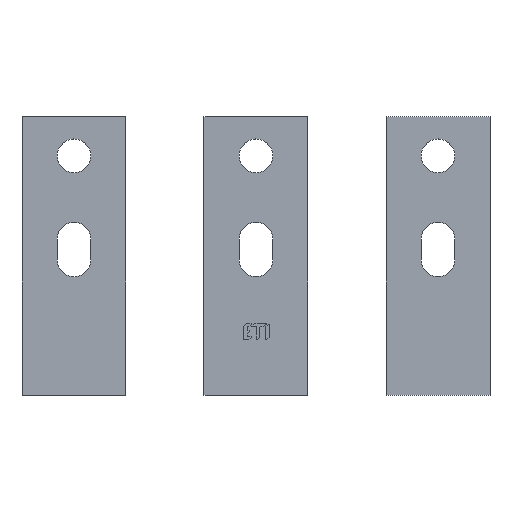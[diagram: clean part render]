
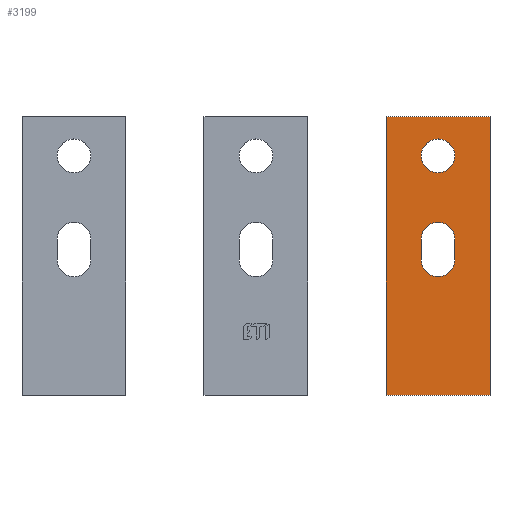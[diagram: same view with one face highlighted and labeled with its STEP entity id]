
A CAD part, top view. The second image highlights one B-rep face of the part: STEP entity #3199.
In plain terms, the highlighted planar face has unit normal (0, 0, 1).
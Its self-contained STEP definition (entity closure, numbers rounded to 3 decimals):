
#2825=DIRECTION('',(0.,1.,0.));
#2826=VECTOR('',#2825,107.);
#2827=CARTESIAN_POINT('',(269.878,4.833,8.));
#2828=LINE('',#2827,#2826);
#2846=DIRECTION('',(1.,0.,0.));
#2847=VECTOR('',#2846,40.);
#2848=CARTESIAN_POINT('',(269.878,111.833,8.));
#2849=LINE('',#2848,#2847);
#2867=DIRECTION('',(0.,-1.,0.));
#2868=VECTOR('',#2867,107.);
#2869=CARTESIAN_POINT('',(309.878,111.833,8.));
#2870=LINE('',#2869,#2868);
#2888=DIRECTION('',(-1.,0.,0.));
#2889=VECTOR('',#2888,40.);
#2890=CARTESIAN_POINT('',(309.878,4.833,8.));
#2891=LINE('',#2890,#2889);
#2895=CARTESIAN_POINT('',(289.878,56.833,8.));
#2896=DIRECTION('',(0.,0.,-1.));
#2897=DIRECTION('',(1.,0.,0.));
#2898=AXIS2_PLACEMENT_3D('',#2895,#2896,#2897);
#2903=CARTESIAN_POINT('',(289.878,64.833,8.));
#2904=DIRECTION('',(0.,0.,-1.));
#2905=DIRECTION('',(-1.,0.,0.));
#2906=AXIS2_PLACEMENT_3D('',#2903,#2904,#2905);
#2911=CARTESIAN_POINT('',(289.878,96.833,8.));
#2912=DIRECTION('',(0.,0.,-1.));
#2913=DIRECTION('',(1.,0.,0.));
#2914=AXIS2_PLACEMENT_3D('',#2911,#2912,#2913);
#2919=CARTESIAN_POINT('',(289.878,96.833,8.));
#2920=DIRECTION('',(0.,0.,-1.));
#2921=DIRECTION('',(-1.,0.,0.));
#2922=AXIS2_PLACEMENT_3D('',#2919,#2920,#2921);
#2927=DIRECTION('',(0.,-1.,0.));
#2928=VECTOR('',#2927,8.);
#2929=CARTESIAN_POINT('',(283.378,64.833,8.));
#2930=LINE('',#2929,#2928);
#2948=DIRECTION('',(0.,1.,0.));
#2949=VECTOR('',#2948,8.);
#2950=CARTESIAN_POINT('',(296.378,56.833,8.));
#2951=LINE('',#2950,#2949);
#2973=CARTESIAN_POINT('',(283.378,56.833,8.));
#2974=VERTEX_POINT('',#2973);
#2975=CARTESIAN_POINT('',(296.378,56.833,8.));
#2976=VERTEX_POINT('',#2975);
#2979=CARTESIAN_POINT('',(296.378,64.833,8.));
#2980=VERTEX_POINT('',#2979);
#2983=CARTESIAN_POINT('',(283.378,64.833,8.));
#2984=VERTEX_POINT('',#2983);
#2989=CARTESIAN_POINT('',(269.878,111.833,8.));
#2990=VERTEX_POINT('',#2989);
#2991=CARTESIAN_POINT('',(309.878,111.833,8.));
#2992=VERTEX_POINT('',#2991);
#2995=CARTESIAN_POINT('',(309.878,4.833,8.));
#2996=VERTEX_POINT('',#2995);
#2999=CARTESIAN_POINT('',(269.878,4.833,8.));
#3000=VERTEX_POINT('',#2999);
#3002=CARTESIAN_POINT('',(283.378,96.833,8.));
#3004=VERTEX_POINT('',#3002);
#3005=CARTESIAN_POINT('',(296.378,96.833,8.));
#3006=VERTEX_POINT('',#3005);
#3174=CARTESIAN_POINT('',(289.878,58.333,8.));
#3175=DIRECTION('',(0.,0.,1.));
#3176=DIRECTION('',(1.,0.,0.));
#3177=AXIS2_PLACEMENT_3D('',#3174,#3175,#3176);
#3178=PLANE('',#3177);
#3179=ORIENTED_EDGE('',*,*,#3098,.T.);
#3180=ORIENTED_EDGE('',*,*,#3120,.T.);
#3181=ORIENTED_EDGE('',*,*,#3141,.T.);
#3182=ORIENTED_EDGE('',*,*,#3161,.T.);
#3183=EDGE_LOOP('',(#3179,#3180,#3181,#3182));
#3184=FACE_OUTER_BOUND('',#3183,.F.);
#3186=ORIENTED_EDGE('',*,*,#3185,.T.);
#3188=ORIENTED_EDGE('',*,*,#3187,.F.);
#3190=ORIENTED_EDGE('',*,*,#3189,.T.);
#3192=ORIENTED_EDGE('',*,*,#3191,.F.);
#3193=EDGE_LOOP('',(#3186,#3188,#3190,#3192));
#3194=FACE_BOUND('',#3193,.F.);
#3195=ORIENTED_EDGE('',*,*,#3041,.F.);
#3196=ORIENTED_EDGE('',*,*,#3016,.F.);
#3197=EDGE_LOOP('',(#3195,#3196));
#3198=FACE_BOUND('',#3197,.F.);
#2899=CIRCLE('',#2898,6.5);
#2907=CIRCLE('',#2906,6.5);
#2915=CIRCLE('',#2914,6.5);
#2923=CIRCLE('',#2922,6.5);
#3016=EDGE_CURVE('',#3004,#3006,#2923,.T.);
#3041=EDGE_CURVE('',#3006,#3004,#2915,.T.);
#3098=EDGE_CURVE('',#3000,#2990,#2828,.T.);
#3120=EDGE_CURVE('',#2990,#2992,#2849,.T.);
#3141=EDGE_CURVE('',#2992,#2996,#2870,.T.);
#3161=EDGE_CURVE('',#2996,#3000,#2891,.T.);
#3185=EDGE_CURVE('',#2984,#2974,#2930,.T.);
#3187=EDGE_CURVE('',#2976,#2974,#2899,.T.);
#3189=EDGE_CURVE('',#2976,#2980,#2951,.T.);
#3191=EDGE_CURVE('',#2984,#2980,#2907,.T.);
#3199=ADVANCED_FACE('',(#3184,#3194,#3198),#3178,.T.);
